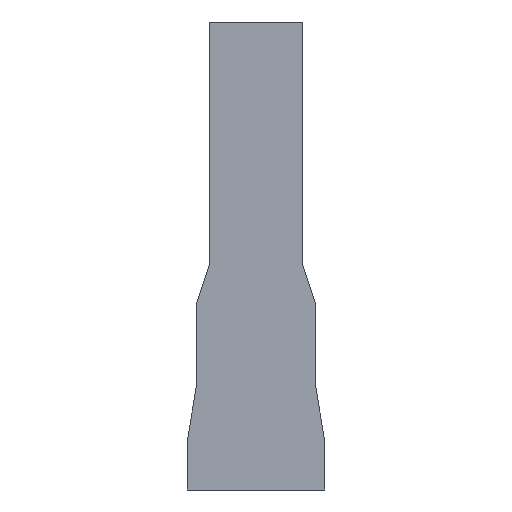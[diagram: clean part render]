
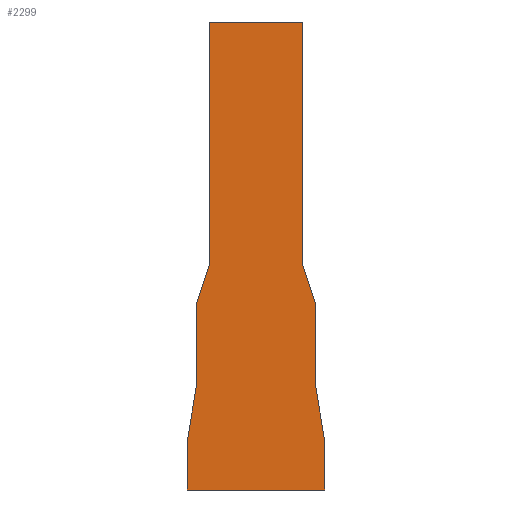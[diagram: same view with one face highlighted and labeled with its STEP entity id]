
A CAD part, front view. The second image highlights one B-rep face of the part: STEP entity #2299.
In plain terms, the highlighted planar face has unit normal (0, -1, 0).
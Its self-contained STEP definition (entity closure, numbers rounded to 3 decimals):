
#238 = EDGE_CURVE ( 'NONE', #2208, #2220, #1048, .T. ) ;
#239 = ORIENTED_EDGE ( 'NONE', *, *, #240, .T. ) ;
#240 = EDGE_CURVE ( 'NONE', #2220, #241, #1044, .T. ) ;
#241 = VERTEX_POINT ( 'NONE', #1040 ) ;
#242 = ORIENTED_EDGE ( 'NONE', *, *, #243, .F. ) ;
#243 = EDGE_CURVE ( 'NONE', #244, #241, #1039, .T. ) ;
#244 = VERTEX_POINT ( 'NONE', #1094 ) ;
#245 = ORIENTED_EDGE ( 'NONE', *, *, #246, .F. ) ;
#246 = EDGE_CURVE ( 'NONE', #2254, #244, #1092, .T. ) ;
#248 = EDGE_CURVE ( 'NONE', #2207, #2208, #1130, .T. ) ;
#325 = EDGE_CURVE ( 'NONE', #2312, #389, #1369, .T. ) ;
#389 = VERTEX_POINT ( 'NONE', #1479 ) ;
#390 = ORIENTED_EDGE ( 'NONE', *, *, #325, .T. ) ;
#1038 = CARTESIAN_POINT ( 'NONE',  ( 0.75, 0., 3.9 ) ) ;
#1039 = LINE ( 'NONE', #1038, #1096 ) ;
#1040 = CARTESIAN_POINT ( 'NONE',  ( 0.75, 0., 0. ) ) ;
#1041 = DIRECTION ( 'NONE',  ( -0.316, 0., 0.949 ) ) ;
#1042 = VECTOR ( 'NONE', #1041, 1000. ) ;
#1043 = CARTESIAN_POINT ( 'NONE',  ( 0.75, 0., 0. ) ) ;
#1044 = LINE ( 'NONE', #1043, #1042 ) ;
#1045 = DIRECTION ( 'NONE',  ( 0., 0., 1. ) ) ;
#1046 = VECTOR ( 'NONE', #1045, 1000. ) ;
#1047 = CARTESIAN_POINT ( 'NONE',  ( 0.95, 0., -1.9 ) ) ;
#1048 = LINE ( 'NONE', #1047, #1046 ) ;
#1089 = DIRECTION ( 'NONE',  ( 1., 0., 0. ) ) ;
#1090 = VECTOR ( 'NONE', #1089, 1000. ) ;
#1091 = CARTESIAN_POINT ( 'NONE',  ( -0.75, 0., 3.9 ) ) ;
#1092 = LINE ( 'NONE', #1091, #1090 ) ;
#1094 = CARTESIAN_POINT ( 'NONE',  ( 0.75, 0., 3.9 ) ) ;
#1095 = DIRECTION ( 'NONE',  ( 0., 0., -1. ) ) ;
#1096 = VECTOR ( 'NONE', #1095, 1000. ) ;
#1127 = DIRECTION ( 'NONE',  ( -0.164, 0., 0.986 ) ) ;
#1128 = VECTOR ( 'NONE', #1127, 1000. ) ;
#1129 = CARTESIAN_POINT ( 'NONE',  ( 0.95, 0., -1.9 ) ) ;
#1130 = LINE ( 'NONE', #1129, #1128 ) ;
#1366 = DIRECTION ( 'NONE',  ( -0.164, 0., -0.986 ) ) ;
#1367 = VECTOR ( 'NONE', #1366, 1000. ) ;
#1368 = CARTESIAN_POINT ( 'NONE',  ( -0.95, 0., -1.9 ) ) ;
#1369 = LINE ( 'NONE', #1368, #1367 ) ;
#1479 = CARTESIAN_POINT ( 'NONE',  ( -1.1, 0., -2.8 ) ) ;
#1629 = CARTESIAN_POINT ( 'NONE',  ( 0.95, 0., -1.9 ) ) ;
#1630 = CARTESIAN_POINT ( 'NONE',  ( 1.1, 0., -2.8 ) ) ;
#1681 = CARTESIAN_POINT ( 'NONE',  ( 1.1, 0., -3.6 ) ) ;
#1698 = DIRECTION ( 'NONE',  ( 0., 0., 1. ) ) ;
#1699 = VECTOR ( 'NONE', #1698, 1000. ) ;
#1700 = CARTESIAN_POINT ( 'NONE',  ( 1.1, 0., -3.6 ) ) ;
#1701 = LINE ( 'NONE', #1700, #1699 ) ;
#1702 = CARTESIAN_POINT ( 'NONE',  ( 0.95, 0., -0.6 ) ) ;
#1703 = DIRECTION ( 'NONE',  ( 0., 0., 1. ) ) ;
#1704 = VECTOR ( 'NONE', #1703, 1000. ) ;
#1705 = CARTESIAN_POINT ( 'NONE',  ( -1.1, 0., -3.6 ) ) ;
#1706 = LINE ( 'NONE', #1705, #1704 ) ;
#1707 = CARTESIAN_POINT ( 'NONE',  ( -1.1, 0., -3.6 ) ) ;
#1708 = DIRECTION ( 'NONE',  ( -1., 0., 0. ) ) ;
#1709 = VECTOR ( 'NONE', #1708, 1000. ) ;
#1710 = CARTESIAN_POINT ( 'NONE',  ( 1.1, 0., -3.6 ) ) ;
#1711 = LINE ( 'NONE', #1710, #1709 ) ;
#1776 = CARTESIAN_POINT ( 'NONE',  ( -0.75, 0., 3.9 ) ) ;
#1777 = CARTESIAN_POINT ( 'NONE',  ( -0.75, 0., 0. ) ) ;
#1828 = DIRECTION ( 'NONE',  ( 0., 0., -1. ) ) ;
#1829 = VECTOR ( 'NONE', #1828, 1000. ) ;
#1830 = CARTESIAN_POINT ( 'NONE',  ( -0.75, 0., 3.9 ) ) ;
#1831 = LINE ( 'NONE', #1830, #1829 ) ;
#1915 = LINE ( 'NONE', #1970, #1969 ) ;
#1916 = DIRECTION ( 'NONE',  ( 0., 0., 1. ) ) ;
#1917 = DIRECTION ( 'NONE',  ( 0., 1., 0. ) ) ;
#1918 = CARTESIAN_POINT ( 'NONE',  ( -0.75, 0., 3.9 ) ) ;
#1919 = AXIS2_PLACEMENT_3D ( 'NONE', #1918, #1917, #1916 ) ;
#1920 = PLANE ( 'NONE',  #1919 ) ;
#1935 = FACE_OUTER_BOUND ( 'NONE', #2310, .T. ) ;
#1957 = CARTESIAN_POINT ( 'NONE',  ( -0.95, 0., -1.9 ) ) ;
#1958 = CARTESIAN_POINT ( 'NONE',  ( -0.95, 0., -0.6 ) ) ;
#1963 = DIRECTION ( 'NONE',  ( 0., 0., 1. ) ) ;
#1964 = VECTOR ( 'NONE', #1963, 1000. ) ;
#1965 = CARTESIAN_POINT ( 'NONE',  ( -0.95, 0., -1.9 ) ) ;
#1966 = LINE ( 'NONE', #1965, #1964 ) ;
#1968 = DIRECTION ( 'NONE',  ( -0.316, 0., -0.949 ) ) ;
#1969 = VECTOR ( 'NONE', #1968, 1000. ) ;
#1970 = CARTESIAN_POINT ( 'NONE',  ( -0.95, 0., -0.6 ) ) ;
#2187 = ORIENTED_EDGE ( 'NONE', *, *, #2219, .F. ) ;
#2205 = ORIENTED_EDGE ( 'NONE', *, *, #248, .T. ) ;
#2206 = ORIENTED_EDGE ( 'NONE', *, *, #2221, .T. ) ;
#2207 = VERTEX_POINT ( 'NONE', #1630 ) ;
#2208 = VERTEX_POINT ( 'NONE', #1629 ) ;
#2209 = VERTEX_POINT ( 'NONE', #1681 ) ;
#2215 = ORIENTED_EDGE ( 'NONE', *, *, #238, .T. ) ;
#2216 = EDGE_CURVE ( 'NONE', #2209, #2218, #1711, .T. ) ;
#2217 = ORIENTED_EDGE ( 'NONE', *, *, #2216, .F. ) ;
#2218 = VERTEX_POINT ( 'NONE', #1707 ) ;
#2219 = EDGE_CURVE ( 'NONE', #2218, #389, #1706, .T. ) ;
#2220 = VERTEX_POINT ( 'NONE', #1702 ) ;
#2221 = EDGE_CURVE ( 'NONE', #2209, #2207, #1701, .T. ) ;
#2253 = VERTEX_POINT ( 'NONE', #1777 ) ;
#2254 = VERTEX_POINT ( 'NONE', #1776 ) ;
#2255 = EDGE_CURVE ( 'NONE', #2254, #2253, #1831, .T. ) ;
#2299 = ADVANCED_FACE ( 'NONE', ( #1935 ), #1920, .F. ) ;
#2300 = EDGE_CURVE ( 'NONE', #2253, #2309, #1915, .T. ) ;
#2301 = ORIENTED_EDGE ( 'NONE', *, *, #2305, .F. ) ;
#2305 = EDGE_CURVE ( 'NONE', #2312, #2309, #1966, .T. ) ;
#2308 = ORIENTED_EDGE ( 'NONE', *, *, #2300, .T. ) ;
#2309 = VERTEX_POINT ( 'NONE', #1958 ) ;
#2310 = EDGE_LOOP ( 'NONE', ( #2311, #2308, #2301, #390, #2187, #2217, #2206, #2205, #2215, #239, #242, #245 ) ) ;
#2311 = ORIENTED_EDGE ( 'NONE', *, *, #2255, .T. ) ;
#2312 = VERTEX_POINT ( 'NONE', #1957 ) ;
